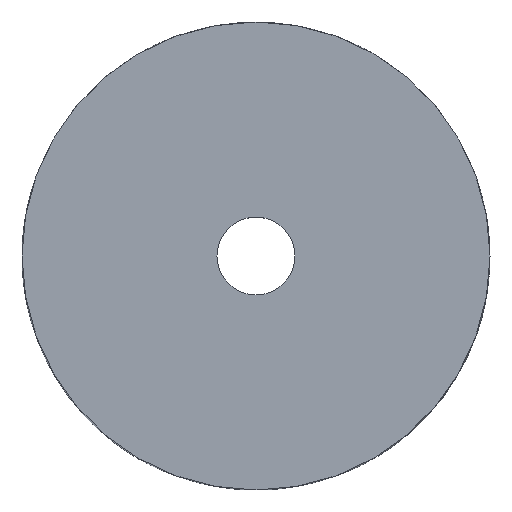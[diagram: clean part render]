
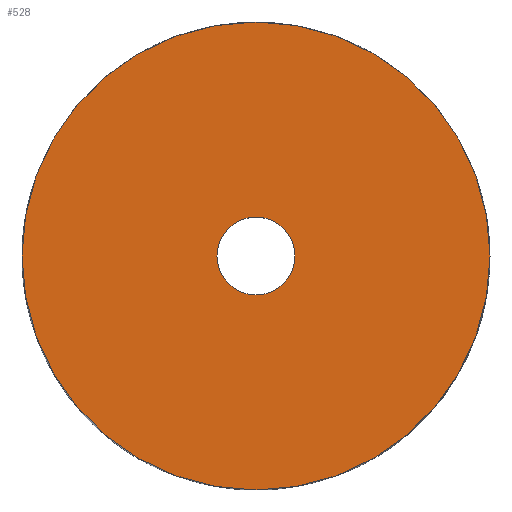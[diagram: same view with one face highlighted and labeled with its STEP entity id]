
A CAD part, top view. The second image highlights one B-rep face of the part: STEP entity #528.
In plain terms, the highlighted planar face has unit normal (0, 0, 1).
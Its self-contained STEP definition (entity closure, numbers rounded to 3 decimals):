
#25=FACE_BOUND('',#119,.T.);
#34=CIRCLE('',#571,10.5);
#38=CIRCLE('',#578,1.75);
#56=PLANE('',#586);
#84=FACE_OUTER_BOUND('',#118,.T.);
#118=EDGE_LOOP('',(#481));
#119=EDGE_LOOP('',(#482));
#259=VERTEX_POINT('',#935);
#261=VERTEX_POINT('',#948);
#319=EDGE_CURVE('',#259,#259,#34,.T.);
#328=EDGE_CURVE('',#261,#261,#38,.T.);
#481=ORIENTED_EDGE('',*,*,#319,.T.);
#482=ORIENTED_EDGE('',*,*,#328,.T.);
#528=ADVANCED_FACE('',(#84,#25),#56,.T.);
#571=AXIS2_PLACEMENT_3D('',#936,#667,#668);
#578=AXIS2_PLACEMENT_3D('',#950,#686,#687);
#586=AXIS2_PLACEMENT_3D('',#988,#720,#721);
#667=DIRECTION('center_axis',(0.,0.,1.));
#668=DIRECTION('ref_axis',(1.,0.,0.));
#686=DIRECTION('center_axis',(0.,0.,-1.));
#687=DIRECTION('ref_axis',(-1.,0.,0.));
#720=DIRECTION('center_axis',(0.,0.,1.));
#721=DIRECTION('ref_axis',(1.,0.,0.));
#935=CARTESIAN_POINT('',(-10.5,0.,6.));
#936=CARTESIAN_POINT('Origin',(0.,0.,6.));
#948=CARTESIAN_POINT('',(1.75,0.,6.));
#950=CARTESIAN_POINT('Origin',(0.,0.,6.));
#988=CARTESIAN_POINT('Origin',(0.,0.,6.));
